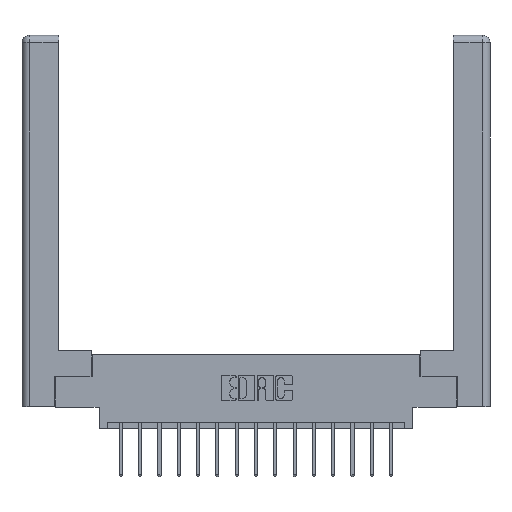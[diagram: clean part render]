
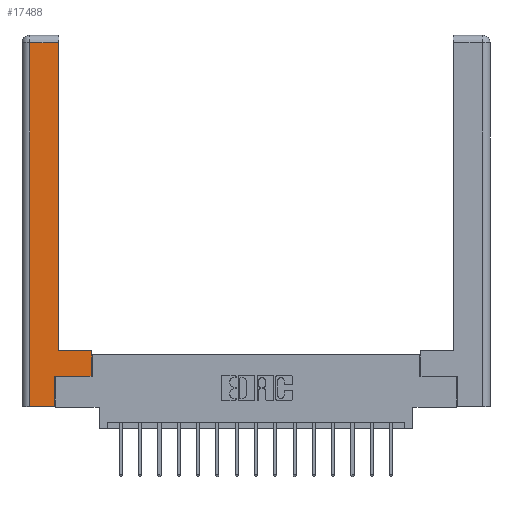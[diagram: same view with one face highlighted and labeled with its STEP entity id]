
A CAD part, top view. The second image highlights one B-rep face of the part: STEP entity #17488.
In plain terms, the highlighted planar face has unit normal (0, 0, 1).
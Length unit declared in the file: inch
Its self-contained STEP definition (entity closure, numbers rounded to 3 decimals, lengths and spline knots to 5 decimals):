
#179 = LINE ( 'NONE', #10797, #12264 ) ;
#1266 = CARTESIAN_POINT ( 'NONE',  ( 0.295, 2.94, 0. ) ) ;
#1404 = LINE ( 'NONE', #13610, #11572 ) ;
#1825 = CARTESIAN_POINT ( 'NONE',  ( 0.265, 0.245, 0. ) ) ;
#1858 = ORIENTED_EDGE ( 'NONE', *, *, #2059, .T. ) ;
#2059 = EDGE_CURVE ( 'NONE', #9042, #8885, #11367, .T. ) ;
#2370 = DIRECTION ( 'NONE',  ( 1., 0., 0. ) ) ;
#2789 = DIRECTION ( 'NONE',  ( 1., 0., 0. ) ) ;
#3405 = EDGE_CURVE ( 'NONE', #8656, #4997, #11763, .T. ) ;
#3800 = PLANE ( 'NONE',  #9208 ) ;
#3828 = ORIENTED_EDGE ( 'NONE', *, *, #16580, .T. ) ;
#4780 = DIRECTION ( 'NONE',  ( -1., 0., 0. ) ) ;
#4997 = VERTEX_POINT ( 'NONE', #1266 ) ;
#5318 = VERTEX_POINT ( 'NONE', #17695 ) ;
#5387 = CARTESIAN_POINT ( 'NONE',  ( 0.265, 0., 0. ) ) ;
#5539 = ORIENTED_EDGE ( 'NONE', *, *, #13526, .T. ) ;
#5908 = CARTESIAN_POINT ( 'NONE',  ( 0.0615, 2.94, 0. ) ) ;
#6583 = DIRECTION ( 'NONE',  ( -1., 0., 0. ) ) ;
#6692 = VERTEX_POINT ( 'NONE', #9759 ) ;
#6735 = CARTESIAN_POINT ( 'NONE',  ( 0.565, 0.45, 0. ) ) ;
#7007 = ORIENTED_EDGE ( 'NONE', *, *, #9384, .T. ) ;
#7065 = VERTEX_POINT ( 'NONE', #7120 ) ;
#7120 = CARTESIAN_POINT ( 'NONE',  ( 0.565, 0.245, 0. ) ) ;
#7320 = DIRECTION ( 'NONE',  ( 0., -1., 0. ) ) ;
#7349 = ORIENTED_EDGE ( 'NONE', *, *, #3405, .T. ) ;
#7536 = DIRECTION ( 'NONE',  ( 0., 0., -1. ) ) ;
#7820 = LINE ( 'NONE', #5908, #10622 ) ;
#8600 = VECTOR ( 'NONE', #7320, 39.37008 ) ;
#8656 = VERTEX_POINT ( 'NONE', #13930 ) ;
#8823 = DIRECTION ( 'NONE',  ( 0., 1., 0. ) ) ;
#8885 = VERTEX_POINT ( 'NONE', #14262 ) ;
#9042 = VERTEX_POINT ( 'NONE', #12239 ) ;
#9149 = CARTESIAN_POINT ( 'NONE',  ( 0.265, 0., 0. ) ) ;
#9208 = AXIS2_PLACEMENT_3D ( 'NONE', #13511, #7536, #6583 ) ;
#9268 = FACE_OUTER_BOUND ( 'NONE', #17407, .T. ) ;
#9384 = EDGE_CURVE ( 'NONE', #8885, #13825, #13250, .T. ) ;
#9759 = CARTESIAN_POINT ( 'NONE',  ( 0.265, 0.245, 0. ) ) ;
#10087 = ORIENTED_EDGE ( 'NONE', *, *, #16456, .T. ) ;
#10088 = DIRECTION ( 'NONE',  ( -1., 0., 0. ) ) ;
#10622 = VECTOR ( 'NONE', #10088, 39.37008 ) ;
#10797 = CARTESIAN_POINT ( 'NONE',  ( 0.295, 0.45, 0. ) ) ;
#11121 = VECTOR ( 'NONE', #8823, 39.37008 ) ;
#11367 = LINE ( 'NONE', #15645, #8600 ) ;
#11508 = CARTESIAN_POINT ( 'NONE',  ( 0.295, 3., 0. ) ) ;
#11572 = VECTOR ( 'NONE', #2789, 39.37008 ) ;
#11763 = LINE ( 'NONE', #11508, #11121 ) ;
#12058 = LINE ( 'NONE', #1825, #15556 ) ;
#12239 = CARTESIAN_POINT ( 'NONE',  ( 0.0615, 2.94, 0. ) ) ;
#12264 = VECTOR ( 'NONE', #4780, 39.37008 ) ;
#13250 = LINE ( 'NONE', #5387, #16786 ) ;
#13311 = ORIENTED_EDGE ( 'NONE', *, *, #16760, .T. ) ;
#13511 = CARTESIAN_POINT ( 'NONE',  ( 0., 0., 0. ) ) ;
#13526 = EDGE_CURVE ( 'NONE', #6692, #7065, #1404, .T. ) ;
#13610 = CARTESIAN_POINT ( 'NONE',  ( 0.565, 0.245, 0. ) ) ;
#13663 = DIRECTION ( 'NONE',  ( 0., 1., 0. ) ) ;
#13825 = VERTEX_POINT ( 'NONE', #9149 ) ;
#13930 = CARTESIAN_POINT ( 'NONE',  ( 0.295, 0.45, 0. ) ) ;
#14187 = EDGE_CURVE ( 'NONE', #4997, #9042, #7820, .T. ) ;
#14262 = CARTESIAN_POINT ( 'NONE',  ( 0.0615, 0., 0. ) ) ;
#14442 = LINE ( 'NONE', #6735, #14670 ) ;
#14670 = VECTOR ( 'NONE', #13663, 39.37008 ) ;
#15516 = DIRECTION ( 'NONE',  ( 0., 1., 0. ) ) ;
#15556 = VECTOR ( 'NONE', #15516, 39.37008 ) ;
#15645 = CARTESIAN_POINT ( 'NONE',  ( 0.0615, 0., 0. ) ) ;
#16456 = EDGE_CURVE ( 'NONE', #5318, #8656, #179, .T. ) ;
#16580 = EDGE_CURVE ( 'NONE', #13825, #6692, #12058, .T. ) ;
#16760 = EDGE_CURVE ( 'NONE', #7065, #5318, #14442, .T. ) ;
#16786 = VECTOR ( 'NONE', #2370, 39.37008 ) ;
#17407 = EDGE_LOOP ( 'NONE', ( #7349, #17913, #1858, #7007, #3828, #5539, #13311, #10087 ) ) ;
#17488 = ADVANCED_FACE ( 'NONE', ( #9268 ), #3800, .F. ) ;
#17695 = CARTESIAN_POINT ( 'NONE',  ( 0.565, 0.45, 0. ) ) ;
#17913 = ORIENTED_EDGE ( 'NONE', *, *, #14187, .T. ) ;
